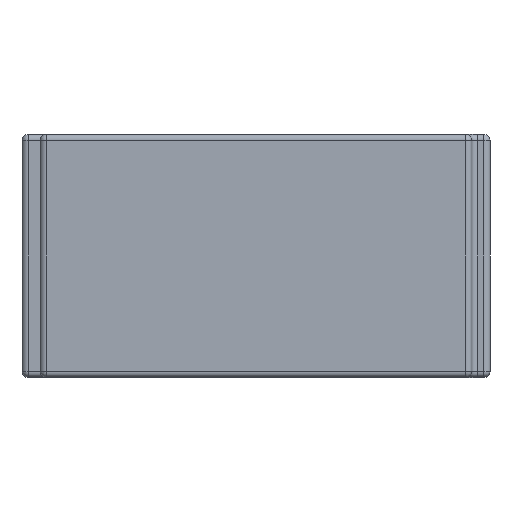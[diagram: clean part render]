
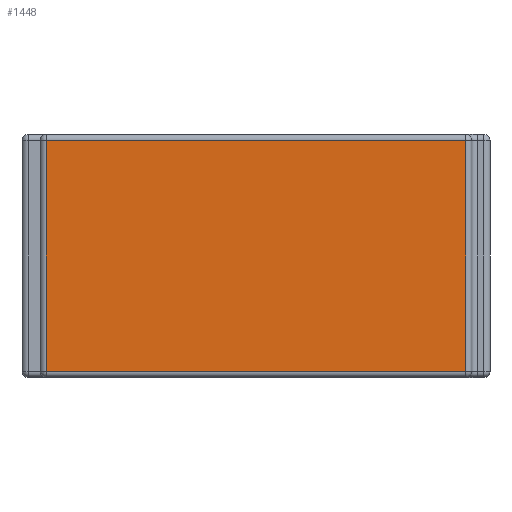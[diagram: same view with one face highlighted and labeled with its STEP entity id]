
A CAD part, front view. The second image highlights one B-rep face of the part: STEP entity #1448.
In plain terms, the highlighted planar face has unit normal (0, -1, 0).
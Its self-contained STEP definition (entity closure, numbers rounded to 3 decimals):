
#63 = CARTESIAN_POINT ( 'NONE',  ( -61.506, -51.231, 39. ) ) ;
#79 = ORIENTED_EDGE ( 'NONE', *, *, #1303, .T. ) ;
#114 = CARTESIAN_POINT ( 'NONE',  ( 0., -51.231, 1. ) ) ;
#272 = VERTEX_POINT ( 'NONE', #2286 ) ;
#304 = VECTOR ( 'NONE', #1008, 1000. ) ;
#337 = EDGE_CURVE ( 'NONE', #689, #2327, #1735, .T. ) ;
#404 = CARTESIAN_POINT ( 'NONE',  ( -61.506, -51.231, 1. ) ) ;
#420 = ORIENTED_EDGE ( 'NONE', *, *, #669, .T. ) ;
#541 = VECTOR ( 'NONE', #1898, 1000. ) ;
#601 = VECTOR ( 'NONE', #1328, 1000. ) ;
#639 = LINE ( 'NONE', #2268, #716 ) ;
#666 = ORIENTED_EDGE ( 'NONE', *, *, #2456, .T. ) ;
#669 = EDGE_CURVE ( 'NONE', #1196, #689, #2390, .T. ) ;
#689 = VERTEX_POINT ( 'NONE', #404 ) ;
#716 = VECTOR ( 'NONE', #1432, 1000. ) ;
#900 = DIRECTION ( 'NONE',  ( 0., 1., 0. ) ) ;
#984 = CARTESIAN_POINT ( 'NONE',  ( -61.506, -51.231, 0. ) ) ;
#1008 = DIRECTION ( 'NONE',  ( 0., 0., -1. ) ) ;
#1196 = VERTEX_POINT ( 'NONE', #2001 ) ;
#1282 = CARTESIAN_POINT ( 'NONE',  ( 7.526, -51.231, 1. ) ) ;
#1303 = EDGE_CURVE ( 'NONE', #2327, #272, #639, .T. ) ;
#1328 = DIRECTION ( 'NONE',  ( 1., 0., 0. ) ) ;
#1342 = FACE_OUTER_BOUND ( 'NONE', #1763, .T. ) ;
#1432 = DIRECTION ( 'NONE',  ( 0., 0., 1. ) ) ;
#1438 = AXIS2_PLACEMENT_3D ( 'NONE', #1752, #900, #1709 ) ;
#1448 = ADVANCED_FACE ( 'NONE', ( #1342 ), #1911, .F. ) ;
#1486 = ORIENTED_EDGE ( 'NONE', *, *, #337, .T. ) ;
#1709 = DIRECTION ( 'NONE',  ( 0., 0., 1. ) ) ;
#1711 = LINE ( 'NONE', #63, #541 ) ;
#1735 = LINE ( 'NONE', #114, #601 ) ;
#1752 = CARTESIAN_POINT ( 'NONE',  ( 0., -51.231, 0. ) ) ;
#1763 = EDGE_LOOP ( 'NONE', ( #420, #1486, #79, #666 ) ) ;
#1898 = DIRECTION ( 'NONE',  ( -1., 0., 0. ) ) ;
#1911 = PLANE ( 'NONE',  #1438 ) ;
#2001 = CARTESIAN_POINT ( 'NONE',  ( -61.506, -51.231, 39. ) ) ;
#2268 = CARTESIAN_POINT ( 'NONE',  ( 7.526, -51.231, 40. ) ) ;
#2286 = CARTESIAN_POINT ( 'NONE',  ( 7.526, -51.231, 39. ) ) ;
#2327 = VERTEX_POINT ( 'NONE', #1282 ) ;
#2390 = LINE ( 'NONE', #984, #304 ) ;
#2456 = EDGE_CURVE ( 'NONE', #272, #1196, #1711, .T. ) ;
